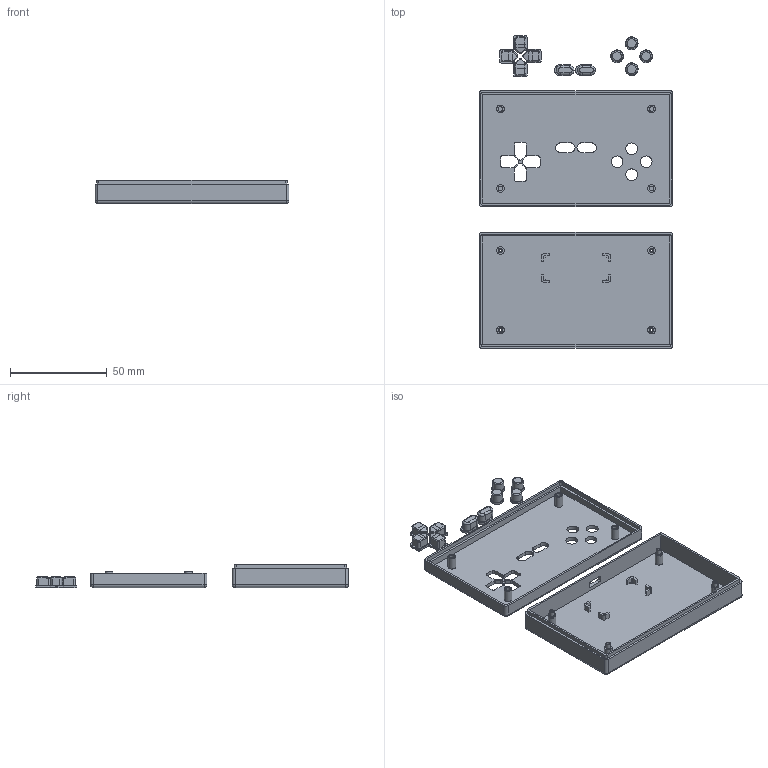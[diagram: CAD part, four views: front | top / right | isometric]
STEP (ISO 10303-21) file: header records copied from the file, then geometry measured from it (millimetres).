
FILE_DESCRIPTION(('HOOPS Exchange Step'),'2;1');
FILE_NAME('temp_export','2025-02-21T11:27:03-08:00',('yuhaochen'),('Shapr3D Limited'),'HOOPS Exchange 2024.8','Shapr3D','Authorized');
FILE_SCHEMA( ('AP242_MANAGED_MODEL_BASED_3D_ENGINEERING_MIM_LF {1 0 10303 442 1 1 4}') );
Length unit declared in the file: millimetre
Products named in the file (15): 壳体下-1; 壳体上-1; 按键1-1; 按键1-2; 按键1-3; 按键1-4; 按键2-1; 按键2-2; 按键3-1; 按键3-2; 按键3-3; 按键3-4; 控制器装配体.SLDASM; ControllerCasing.step; root
Assembly tree (14 placements, depth 4):
  root
    ControllerCasing.step
      控制器装配体.SLDASM
        壳体下-1
        壳体上-1
        按键1-1
        按键1-2
        按键1-3
        按键1-4
        按键2-1
        按键2-2
        按键3-1
        按键3-2
        按键3-3
        按键3-4
Bounding box: 100 x 161.38 x 12 mm (x, y, z)
Volume: 33457.5 mm3; surface area: 37664.4 mm2
Topology: 12 solids, 12 shells, 461 faces, 1133 edges, 730 vertices
Faces by surface type: plane 212, cylinder 199, torus 26, bspline 16, sphere 8
Full cylindrical faces by diameter (mm): 1.5 x4, 2.35 x4, 2.45 x4, 3 x4, 4 x8, 4.5 x6, 5.6 x4, 6 x4, 6.6 x4
Entity records: 15332 total; most frequent: CARTESIAN_POINT 3726, DIRECTION 2503, ORIENTED_EDGE 2250, EDGE_CURVE 1125, AXIS2_PLACEMENT_3D 939, VERTEX_POINT 730, VECTOR 625, LINE 625
